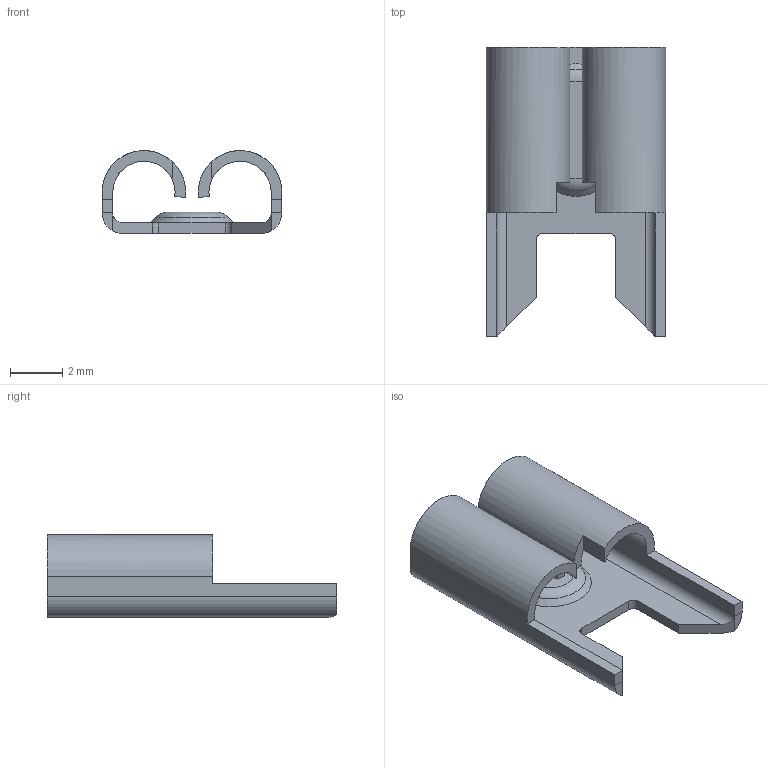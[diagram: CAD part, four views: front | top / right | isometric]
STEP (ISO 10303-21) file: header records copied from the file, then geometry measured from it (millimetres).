
FILE_DESCRIPTION (( 'STEP AP214' ), '1' );
FILE_NAME ('3522.STEP', '2007-12-12T15:32:49', ( 'Richard Maletta' ), ( '' ), 'SwSTEP 2.0', 'SolidWorks 2007', '' );
FILE_SCHEMA (( 'AUTOMOTIVE_DESIGN' ));
Length unit declared in the file: inch
Products named in the file (1): 3522
Bounding box: 6.88 x 11.1 x 3.17 mm (x, y, z)
Volume: 55.8 mm3; surface area: 300.5 mm2
Topology: 1 solids, 1 shells, 64 faces, 154 edges, 94 vertices
Faces by surface type: plane 40, cylinder 16, torus 6, cone 2
Entity records: 1867 total; most frequent: DIRECTION 330, CARTESIAN_POINT 325, ORIENTED_EDGE 308, EDGE_CURVE 154, AXIS2_PLACEMENT_3D 115, LINE 100, VECTOR 100, VERTEX_POINT 94
